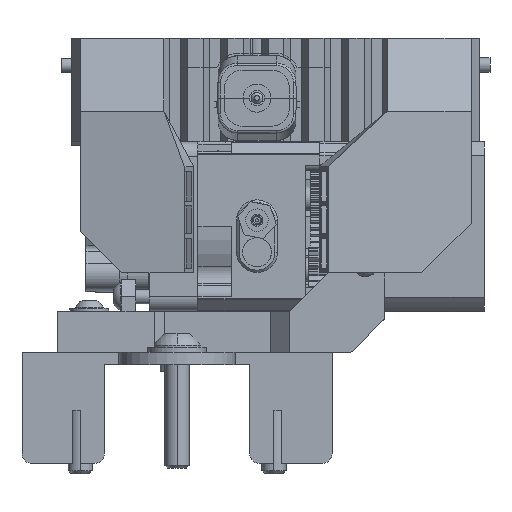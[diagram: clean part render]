
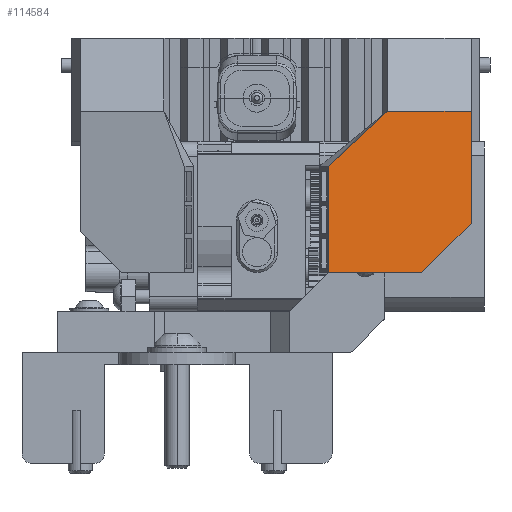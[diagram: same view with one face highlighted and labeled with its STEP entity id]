
A CAD part, front view. The second image highlights one B-rep face of the part: STEP entity #114584.
In plain terms, the highlighted planar face has unit normal (0.174, -0.985, 0).
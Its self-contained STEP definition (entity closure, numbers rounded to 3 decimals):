
#1213=B_SPLINE_CURVE_WITH_KNOTS('',1,(#216047,#216048),.UNSPECIFIED.,.F.,
 .F.,(2,2),(0.,1.),.PIECEWISE_BEZIER_KNOTS.);
#3797=PLANE('',#125156);
#12123=LINE('',#216040,#23282);
#12124=LINE('',#216043,#23283);
#12125=LINE('',#216045,#23284);
#12126=LINE('',#216050,#23285);
#12127=LINE('',#216052,#23286);
#23282=VECTOR('',#149546,1000.);
#23283=VECTOR('',#149547,1000.);
#23284=VECTOR('',#149548,1000.);
#23285=VECTOR('',#149549,1000.);
#23286=VECTOR('',#149550,1000.);
#55440=ORIENTED_EDGE('',*,*,#78867,.F.);
#55441=ORIENTED_EDGE('',*,*,#78868,.T.);
#55442=ORIENTED_EDGE('',*,*,#78869,.T.);
#55443=ORIENTED_EDGE('',*,*,#78870,.F.);
#55444=ORIENTED_EDGE('',*,*,#78871,.T.);
#55445=ORIENTED_EDGE('',*,*,#78872,.T.);
#78867=EDGE_CURVE('',#92267,#92268,#12123,.T.);
#78868=EDGE_CURVE('',#92267,#92269,#12124,.T.);
#78869=EDGE_CURVE('',#92269,#92270,#12125,.T.);
#78870=EDGE_CURVE('',#92271,#92270,#1213,.T.);
#78871=EDGE_CURVE('',#92271,#92272,#12126,.T.);
#78872=EDGE_CURVE('',#92272,#92268,#12127,.T.);
#92267=VERTEX_POINT('',#216041);
#92268=VERTEX_POINT('',#216042);
#92269=VERTEX_POINT('',#216044);
#92270=VERTEX_POINT('',#216046);
#92271=VERTEX_POINT('',#216049);
#92272=VERTEX_POINT('',#216051);
#100904=EDGE_LOOP('',(#55440,#55441,#55442,#55443,#55444,#55445));
#107832=FACE_BOUND('',#100904,.T.);
#114584=ADVANCED_FACE('',(#107832),#3797,.T.);
#125156=AXIS2_PLACEMENT_3D('',#216039,#149544,#149545);
#149544=DIRECTION('',(0.174,-0.985,0.));
#149545=DIRECTION('',(-0.985,-0.174,0.));
#149546=DIRECTION('',(-0.702,-0.124,-0.702));
#149547=DIRECTION('',(0.,0.,1.));
#149548=DIRECTION('',(-0.985,-0.174,0.));
#149549=DIRECTION('',(0.,0.,-1.));
#149550=DIRECTION('',(0.985,0.174,0.));
#216039=CARTESIAN_POINT('',(34.,-46.899,-196.683));
#216040=CARTESIAN_POINT('',(53.,-43.548,28.4));
#216041=CARTESIAN_POINT('',(51.2,-43.866,26.6));
#216042=CARTESIAN_POINT('',(41.,-45.664,16.4));
#216043=CARTESIAN_POINT('',(51.2,-43.866,11.556));
#216044=CARTESIAN_POINT('',(51.2,-43.866,49.814));
#216045=CARTESIAN_POINT('',(53.,-43.548,49.814));
#216046=CARTESIAN_POINT('',(34.,-46.899,49.814));
#216047=CARTESIAN_POINT('',(21.799,-49.05,38.4));
#216048=CARTESIAN_POINT('',(34.,-46.899,49.814));
#216049=CARTESIAN_POINT('',(21.799,-49.05,38.401));
#216050=CARTESIAN_POINT('',(21.799,-49.05,38.401));
#216051=CARTESIAN_POINT('',(21.799,-49.05,16.4));
#216052=CARTESIAN_POINT('',(21.799,-49.05,16.4));
